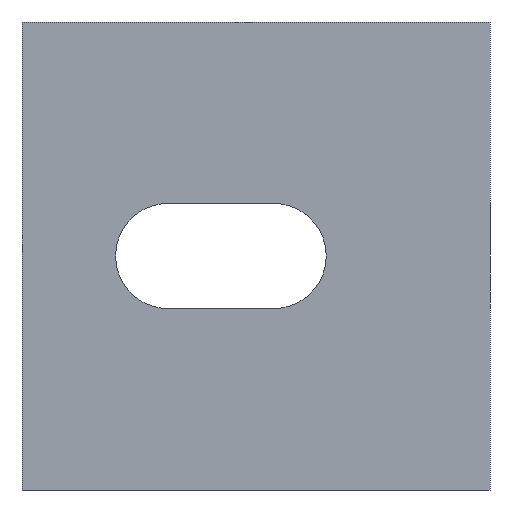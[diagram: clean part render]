
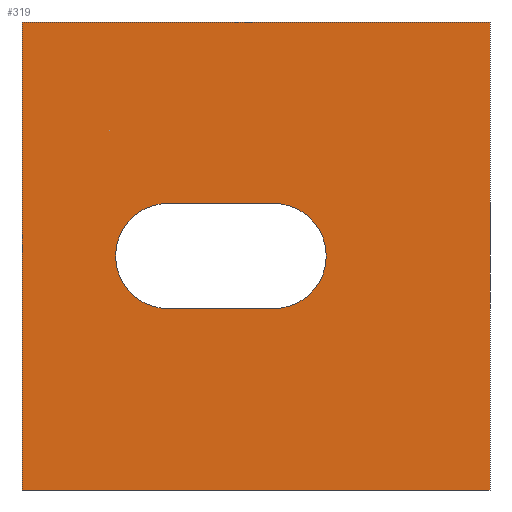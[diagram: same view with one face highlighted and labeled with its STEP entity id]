
A CAD part, front view. The second image highlights one B-rep face of the part: STEP entity #319.
In plain terms, the highlighted planar face has unit normal (0, -1, 0).
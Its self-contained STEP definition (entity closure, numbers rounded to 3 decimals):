
#22=FACE_BOUND('',#69,.T.);
#33=PLANE('',#388);
#49=FACE_OUTER_BOUND('',#68,.T.);
#68=EDGE_LOOP('',(#287,#288,#289,#290));
#69=EDGE_LOOP('',(#291,#292,#293,#294));
#74=LINE('',#494,#108);
#78=LINE('',#504,#112);
#88=LINE('',#534,#122);
#95=LINE('',#547,#129);
#103=LINE('',#563,#137);
#104=LINE('',#565,#138);
#108=VECTOR('',#406,10.);
#112=VECTOR('',#418,10.);
#122=VECTOR('',#446,10.);
#129=VECTOR('',#455,10.);
#137=VECTOR('',#471,10.);
#138=VECTOR('',#474,10.);
#140=CIRCLE('',#368,4.5);
#142=CIRCLE('',#372,4.5);
#149=VERTEX_POINT('',#485);
#150=VERTEX_POINT('',#487);
#152=VERTEX_POINT('',#493);
#154=VERTEX_POINT('',#499);
#163=VERTEX_POINT('',#530);
#165=VERTEX_POINT('',#533);
#169=VERTEX_POINT('',#543);
#174=VERTEX_POINT('',#561);
#177=EDGE_CURVE('',#150,#149,#140,.T.);
#180=EDGE_CURVE('',#152,#150,#74,.T.);
#183=EDGE_CURVE('',#154,#152,#142,.T.);
#186=EDGE_CURVE('',#149,#154,#78,.T.);
#200=EDGE_CURVE('',#165,#163,#88,.T.);
#207=EDGE_CURVE('',#169,#165,#95,.T.);
#215=EDGE_CURVE('',#163,#174,#103,.T.);
#216=EDGE_CURVE('',#174,#169,#104,.T.);
#287=ORIENTED_EDGE('',*,*,#216,.T.);
#288=ORIENTED_EDGE('',*,*,#207,.T.);
#289=ORIENTED_EDGE('',*,*,#200,.T.);
#290=ORIENTED_EDGE('',*,*,#215,.T.);
#291=ORIENTED_EDGE('',*,*,#183,.T.);
#292=ORIENTED_EDGE('',*,*,#180,.T.);
#293=ORIENTED_EDGE('',*,*,#177,.T.);
#294=ORIENTED_EDGE('',*,*,#186,.T.);
#319=ADVANCED_FACE('',(#49,#22),#33,.T.);
#368=AXIS2_PLACEMENT_3D('',#488,#400,#401);
#372=AXIS2_PLACEMENT_3D('',#500,#412,#413);
#388=AXIS2_PLACEMENT_3D('',#564,#472,#473);
#400=DIRECTION('center_axis',(0.,1.,0.));
#401=DIRECTION('ref_axis',(0.,0.,1.));
#406=DIRECTION('',(1.,0.,0.));
#412=DIRECTION('center_axis',(0.,1.,0.));
#413=DIRECTION('ref_axis',(0.,0.,-1.));
#418=DIRECTION('',(-1.,0.,0.));
#446=DIRECTION('',(1.,0.,0.));
#455=DIRECTION('',(0.,0.,-1.));
#471=DIRECTION('',(0.,0.,1.));
#472=DIRECTION('center_axis',(0.,-1.,0.));
#473=DIRECTION('ref_axis',(0.,0.,-1.));
#474=DIRECTION('',(-1.,0.,0.));
#485=CARTESIAN_POINT('',(-18.5,0.,-4.5));
#487=CARTESIAN_POINT('',(-18.5,0.,4.5));
#488=CARTESIAN_POINT('Origin',(-18.5,0.,0.));
#493=CARTESIAN_POINT('',(-27.5,0.,4.5));
#494=CARTESIAN_POINT('',(-9.25,0.,4.5));
#499=CARTESIAN_POINT('',(-27.5,0.,-4.5));
#500=CARTESIAN_POINT('Origin',(-27.5,0.,0.));
#504=CARTESIAN_POINT('',(-13.75,0.,-4.5));
#530=CARTESIAN_POINT('',(0.,0.,-20.));
#533=CARTESIAN_POINT('',(-40.,0.,-20.));
#534=CARTESIAN_POINT('',(-40.,0.,-20.));
#543=CARTESIAN_POINT('',(-40.,0.,20.));
#547=CARTESIAN_POINT('',(-40.,0.,0.));
#561=CARTESIAN_POINT('',(0.,0.,20.));
#563=CARTESIAN_POINT('',(0.,0.,0.));
#564=CARTESIAN_POINT('Origin',(0.,0.,0.));
#565=CARTESIAN_POINT('',(-40.,0.,20.));
